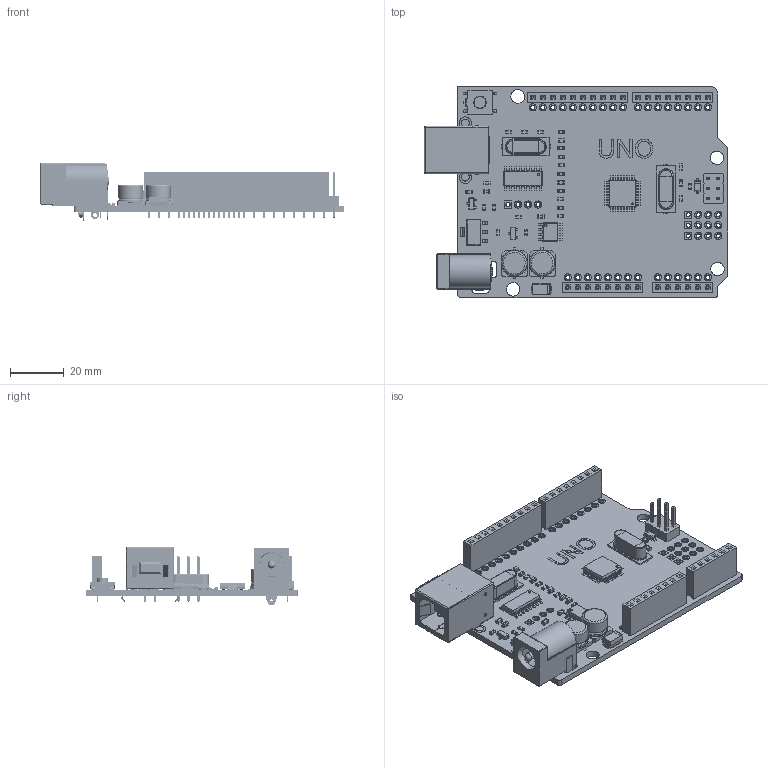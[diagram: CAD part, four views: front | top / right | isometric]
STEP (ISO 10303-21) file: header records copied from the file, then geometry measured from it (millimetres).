
FILE_DESCRIPTION(('FreeCAD Model'),'2;1');
FILE_NAME('Open CASCADE Shape Model','2025-05-02T22:40:20',('FreeCAD'),( 'FreeCAD'),'Open CASCADE STEP processor 7.6','FreeCAD','Unknown');
FILE_SCHEMA(('AUTOMOTIVE_DESIGN { 1 0 10303 214 1 1 1 1 }'));
Products named in the file (1): Open CASCADE STEP translator 7.6 1
Bounding box: 113.51 x 79.01 x 21.82 mm (x, y, z)
Volume: 33029 mm3; surface area: 38488.7 mm2
Topology: 149 solids, 149 shells, 4990 faces, 12222 edges, 7861 vertices
Faces by surface type: bspline 4990
Entity records: 140373 total; most frequent: CARTESIAN_POINT 65476, ORIENTED_EDGE 24426, EDGE_CURVE 12213, B_SPLINE_CURVE_WITH_KNOTS 9828, VERTEX_POINT 7861, FACE_BOUND 5736, EDGE_LOOP 5736, ADVANCED_FACE 4990
